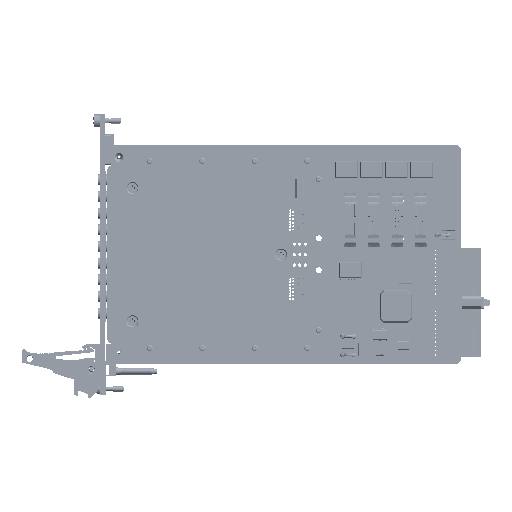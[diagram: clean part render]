
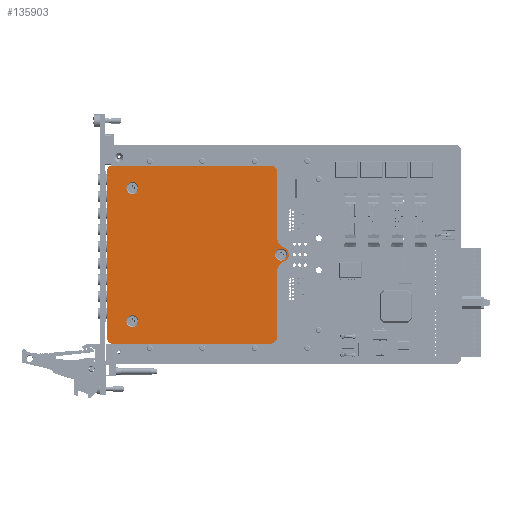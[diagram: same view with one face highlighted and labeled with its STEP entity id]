
A CAD part, top view. The second image highlights one B-rep face of the part: STEP entity #135903.
In plain terms, the highlighted planar face has unit normal (0, 0, 1).
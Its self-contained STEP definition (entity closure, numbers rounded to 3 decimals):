
#32985 = CARTESIAN_POINT ( 'NONE',  ( -90.002, 47.893, 7.749 ) ) ;
#32986 = DIRECTION ( 'NONE',  ( 0., 0., 1. ) ) ;
#32987 = DIRECTION ( 'NONE',  ( -1., 0., 0. ) ) ;
#32988 = CARTESIAN_POINT ( 'NONE',  ( 0.698, 49.893, 7.749 ) ) ;
#32989 = DIRECTION ( 'NONE',  ( -1., 0., 0. ) ) ;
#32991 = CARTESIAN_POINT ( 'NONE',  ( -14.351, 49.893, 7.749 ) ) ;
#32998 = DIRECTION ( 'NONE',  ( 0., -1., 0. ) ) ;
#33002 = CARTESIAN_POINT ( 'NONE',  ( -9.351, 17.083, 7.749 ) ) ;
#33003 = DIRECTION ( 'NONE',  ( 0., 0., 1. ) ) ;
#33004 = DIRECTION ( 'NONE',  ( -1., 0., 0. ) ) ;
#33010 = CARTESIAN_POINT ( 'NONE',  ( -12.512, 9.193, 7.749 ) ) ;
#33011 = DIRECTION ( 'NONE',  ( 0., 0., -1. ) ) ;
#33012 = DIRECTION ( 'NONE',  ( 1., 0., 0. ) ) ;
#33019 = CARTESIAN_POINT ( 'NONE',  ( -9.351, 1.303, 7.749 ) ) ;
#33020 = DIRECTION ( 'NONE',  ( 0., 0., 1. ) ) ;
#33021 = DIRECTION ( 'NONE',  ( 1., 0., 0. ) ) ;
#33033 = CARTESIAN_POINT ( 'NONE',  ( -90.002, -29.507, 7.749 ) ) ;
#33034 = DIRECTION ( 'NONE',  ( 0., 0., 1. ) ) ;
#33035 = DIRECTION ( 'NONE',  ( 1., 0., 0. ) ) ;
#33041 = CARTESIAN_POINT ( 'NONE',  ( -17.351, -28.507, 7.749 ) ) ;
#33042 = DIRECTION ( 'NONE',  ( 0., 0., 1. ) ) ;
#33043 = DIRECTION ( 'NONE',  ( -1., 0., 0. ) ) ;
#33046 = CARTESIAN_POINT ( 'NONE',  ( -90.002, -31.507, 7.749 ) ) ;
#33047 = DIRECTION ( 'NONE',  ( 1., 0., 0. ) ) ;
#33051 = CARTESIAN_POINT ( 'NONE',  ( -12.512, 9.193, 7.749 ) ) ;
#33052 = DIRECTION ( 'NONE',  ( 0., 0., 1. ) ) ;
#33053 = DIRECTION ( 'NONE',  ( 1., 0., 0. ) ) ;
#33054 = CARTESIAN_POINT ( 'NONE',  ( -14.351, 1.303, 7.749 ) ) ;
#33058 = CARTESIAN_POINT ( 'NONE',  ( -80.508, 39.631, 7.749 ) ) ;
#33059 = DIRECTION ( 'NONE',  ( 0., 0., 1. ) ) ;
#33060 = DIRECTION ( 'NONE',  ( 1., 0., 0. ) ) ;
#33061 = CARTESIAN_POINT ( 'NONE',  ( -92.002, 47.893, 7.749 ) ) ;
#33065 = CARTESIAN_POINT ( 'NONE',  ( -80.508, -21.289, 7.749 ) ) ;
#33066 = DIRECTION ( 'NONE',  ( 0., 0., 1. ) ) ;
#33067 = DIRECTION ( 'NONE',  ( 1., 0., 0. ) ) ;
#33068 = DIRECTION ( 'NONE',  ( 0., -1., 0. ) ) ;
#33069 = DIRECTION ( 'NONE',  ( 0., -1., 0. ) ) ;
#33070 = CARTESIAN_POINT ( 'NONE',  ( -17.351, 46.893, 7.749 ) ) ;
#33071 = DIRECTION ( 'NONE',  ( 0., 0., 1. ) ) ;
#33073 = DIRECTION ( 'NONE',  ( -1., 0., 0. ) ) ;
#43097 = CARTESIAN_POINT ( 'NONE',  ( -17.351, 49.893, 7.749 ) ) ;
#43111 = CARTESIAN_POINT ( 'NONE',  ( -92.002, 47.893, 7.749 ) ) ;
#43117 = CARTESIAN_POINT ( 'NONE',  ( -90.002, 49.893, 7.749 ) ) ;
#43119 = CARTESIAN_POINT ( 'NONE',  ( -11.21, 12.442, 7.749 ) ) ;
#43124 = CARTESIAN_POINT ( 'NONE',  ( -14.351, 1.303, 7.749 ) ) ;
#43132 = CARTESIAN_POINT ( 'NONE',  ( -11.21, 5.944, 7.749 ) ) ;
#43134 = CARTESIAN_POINT ( 'NONE',  ( -14.351, 46.893, 7.749 ) ) ;
#43137 = CARTESIAN_POINT ( 'NONE',  ( -14.351, 17.083, 7.749 ) ) ;
#43152 = CARTESIAN_POINT ( 'NONE',  ( -90.002, -31.507, 7.749 ) ) ;
#43154 = CARTESIAN_POINT ( 'NONE',  ( -92.002, -29.507, 7.749 ) ) ;
#43157 = CARTESIAN_POINT ( 'NONE',  ( -14.351, -28.507, 7.749 ) ) ;
#43164 = CARTESIAN_POINT ( 'NONE',  ( -17.351, -31.507, 7.749 ) ) ;
#50192 = CIRCLE ( 'NONE', #209959, 2. ) ;
#50196 = LINE ( 'NONE', #32988, #50208 ) ;
#50208 = VECTOR ( 'NONE', #32989, 1000. ) ;
#50228 = LINE ( 'NONE', #32991, #50248 ) ;
#50235 = CIRCLE ( 'NONE', #209963, 5. ) ;
#50248 = VECTOR ( 'NONE', #32998, 1000. ) ;
#50272 = CIRCLE ( 'NONE', #209971, 3.5 ) ;
#50287 = CIRCLE ( 'NONE', #209979, 5. ) ;
#50307 = CIRCLE ( 'NONE', #209988, 2. ) ;
#50336 = CIRCLE ( 'NONE', #209994, 3. ) ;
#50356 = LINE ( 'NONE', #33046, #50367 ) ;
#50367 = VECTOR ( 'NONE', #33047, 1000. ) ;
#50369 = LINE ( 'NONE', #33054, #50401 ) ;
#50373 = CIRCLE ( 'NONE', #210021, 3. ) ;
#50377 = CIRCLE ( 'NONE', #210001, 2.75 ) ;
#50387 = CIRCLE ( 'NONE', #210010, 2.75 ) ;
#50394 = CIRCLE ( 'NONE', #210018, 2.75 ) ;
#50401 = VECTOR ( 'NONE', #33068, 1000. ) ;
#50406 = LINE ( 'NONE', #33061, #50410 ) ;
#50410 = VECTOR ( 'NONE', #33069, 1000. ) ;
#59950 = VERTEX_POINT ( 'NONE', #43097 ) ;
#59981 = VERTEX_POINT ( 'NONE', #43111 ) ;
#59998 = VERTEX_POINT ( 'NONE', #43117 ) ;
#60006 = VERTEX_POINT ( 'NONE', #43119 ) ;
#60018 = VERTEX_POINT ( 'NONE', #43124 ) ;
#60037 = VERTEX_POINT ( 'NONE', #43132 ) ;
#60044 = VERTEX_POINT ( 'NONE', #43134 ) ;
#60054 = VERTEX_POINT ( 'NONE', #43137 ) ;
#60096 = VERTEX_POINT ( 'NONE', #43152 ) ;
#60106 = VERTEX_POINT ( 'NONE', #43154 ) ;
#60115 = VERTEX_POINT ( 'NONE', #43157 ) ;
#60134 = VERTEX_POINT ( 'NONE', #43164 ) ;
#66185 = EDGE_LOOP ( 'NONE', ( #164646 ) ) ;
#66195 = EDGE_LOOP ( 'NONE', ( #164644 ) ) ;
#66221 = EDGE_LOOP ( 'NONE', ( #164648 ) ) ;
#66228 = EDGE_LOOP ( 'NONE', ( #164650, #164652, #164654, #164656, #164658, #164660, #164662, #164664, #164666, #164668, #164670, #164672 ) ) ;
#82112 = EDGE_CURVE ( 'NONE', #59998, #59981, #50192, .T. ) ;
#82114 = EDGE_CURVE ( 'NONE', #59950, #59998, #50196, .T. ) ;
#82119 = EDGE_CURVE ( 'NONE', #60044, #60054, #50228, .T. ) ;
#82121 = EDGE_CURVE ( 'NONE', #60054, #60006, #50235, .T. ) ;
#82124 = EDGE_CURVE ( 'NONE', #60006, #60037, #50272, .T. ) ;
#82127 = EDGE_CURVE ( 'NONE', #60037, #60018, #50287, .T. ) ;
#82132 = EDGE_CURVE ( 'NONE', #60106, #60096, #50307, .T. ) ;
#82136 = EDGE_CURVE ( 'NONE', #60134, #60115, #50336, .T. ) ;
#82139 = EDGE_CURVE ( 'NONE', #60096, #60134, #50356, .T. ) ;
#82141 = EDGE_CURVE ( 'NONE', #198960, #198960, #50377, .T. ) ;
#82143 = EDGE_CURVE ( 'NONE', #198962, #198962, #50387, .T. ) ;
#82145 = EDGE_CURVE ( 'NONE', #198964, #198964, #50394, .T. ) ;
#82146 = EDGE_CURVE ( 'NONE', #60018, #60115, #50369, .T. ) ;
#82147 = EDGE_CURVE ( 'NONE', #60044, #59950, #50373, .T. ) ;
#82148 = EDGE_CURVE ( 'NONE', #59981, #60106, #50406, .T. ) ;
#134914 = AXIS2_PLACEMENT_3D ( 'NONE', #244092, #244094, #244097 ) ;
#135903 = ADVANCED_FACE ( 'NONE', ( #224890, #224893, #224901, #224897 ), #244077, .F. ) ;
#164644 = ORIENTED_EDGE ( 'NONE', *, *, #82145, .F. ) ;
#164646 = ORIENTED_EDGE ( 'NONE', *, *, #82143, .F. ) ;
#164648 = ORIENTED_EDGE ( 'NONE', *, *, #82141, .F. ) ;
#164650 = ORIENTED_EDGE ( 'NONE', *, *, #82139, .T. ) ;
#164652 = ORIENTED_EDGE ( 'NONE', *, *, #82136, .T. ) ;
#164654 = ORIENTED_EDGE ( 'NONE', *, *, #82146, .F. ) ;
#164656 = ORIENTED_EDGE ( 'NONE', *, *, #82127, .F. ) ;
#164658 = ORIENTED_EDGE ( 'NONE', *, *, #82124, .F. ) ;
#164660 = ORIENTED_EDGE ( 'NONE', *, *, #82121, .F. ) ;
#164662 = ORIENTED_EDGE ( 'NONE', *, *, #82119, .F. ) ;
#164664 = ORIENTED_EDGE ( 'NONE', *, *, #82147, .T. ) ;
#164666 = ORIENTED_EDGE ( 'NONE', *, *, #82114, .T. ) ;
#164668 = ORIENTED_EDGE ( 'NONE', *, *, #82112, .T. ) ;
#164670 = ORIENTED_EDGE ( 'NONE', *, *, #82148, .T. ) ;
#164672 = ORIENTED_EDGE ( 'NONE', *, *, #82132, .T. ) ;
#198960 = VERTEX_POINT ( 'NONE', #199993 ) ;
#198962 = VERTEX_POINT ( 'NONE', #199995 ) ;
#198964 = VERTEX_POINT ( 'NONE', #199997 ) ;
#199993 = CARTESIAN_POINT ( 'NONE',  ( -9.762, 9.193, 7.749 ) ) ;
#199995 = CARTESIAN_POINT ( 'NONE',  ( -77.758, 39.631, 7.749 ) ) ;
#199997 = CARTESIAN_POINT ( 'NONE',  ( -77.758, -21.289, 7.749 ) ) ;
#209959 = AXIS2_PLACEMENT_3D ( 'NONE', #32985, #32986, #32987 ) ;
#209963 = AXIS2_PLACEMENT_3D ( 'NONE', #33002, #33003, #33004 ) ;
#209971 = AXIS2_PLACEMENT_3D ( 'NONE', #33010, #33011, #33012 ) ;
#209979 = AXIS2_PLACEMENT_3D ( 'NONE', #33019, #33020, #33021 ) ;
#209988 = AXIS2_PLACEMENT_3D ( 'NONE', #33033, #33034, #33035 ) ;
#209994 = AXIS2_PLACEMENT_3D ( 'NONE', #33041, #33042, #33043 ) ;
#210001 = AXIS2_PLACEMENT_3D ( 'NONE', #33051, #33052, #33053 ) ;
#210010 = AXIS2_PLACEMENT_3D ( 'NONE', #33058, #33059, #33060 ) ;
#210018 = AXIS2_PLACEMENT_3D ( 'NONE', #33065, #33066, #33067 ) ;
#210021 = AXIS2_PLACEMENT_3D ( 'NONE', #33070, #33071, #33073 ) ;
#224890 = FACE_BOUND ( 'NONE', #66195, .T. ) ;
#224893 = FACE_BOUND ( 'NONE', #66185, .T. ) ;
#224897 = FACE_OUTER_BOUND ( 'NONE', #66228, .T. ) ;
#224901 = FACE_BOUND ( 'NONE', #66221, .T. ) ;
#244077 = PLANE ( 'NONE',  #134914 ) ;
#244092 = CARTESIAN_POINT ( 'NONE',  ( -90.002, 47.893, 7.749 ) ) ;
#244094 = DIRECTION ( 'NONE',  ( 0., 0., -1. ) ) ;
#244097 = DIRECTION ( 'NONE',  ( -1., 0., 0. ) ) ;
